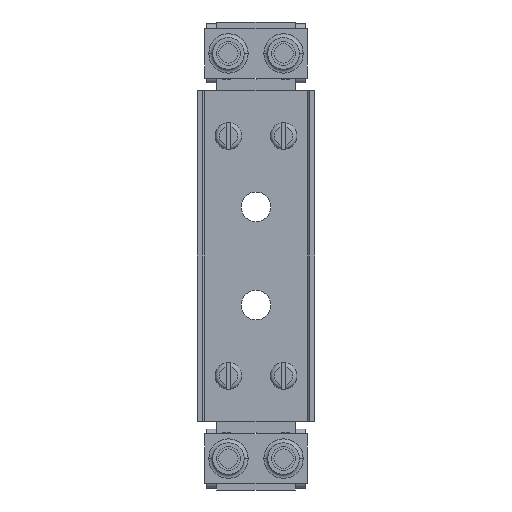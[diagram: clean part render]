
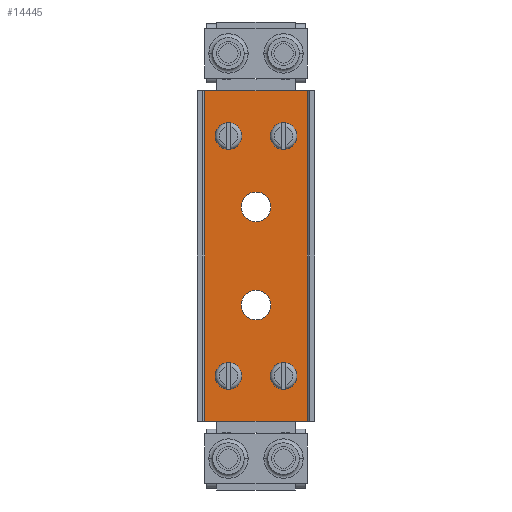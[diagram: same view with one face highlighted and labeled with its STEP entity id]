
A CAD part, front view. The second image highlights one B-rep face of the part: STEP entity #14445.
In plain terms, the highlighted planar face has unit normal (0, -1, 0).
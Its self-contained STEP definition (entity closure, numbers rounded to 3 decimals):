
#13023=DIRECTION('',(-1.,0.,0.));
#13024=VECTOR('',#13023,26.);
#13025=CARTESIAN_POINT('',(13.,0.,-42.));
#13026=LINE('',#13025,#13024);
#13030=CARTESIAN_POINT('',(7.,0.,30.5));
#13031=DIRECTION('',(0.,-1.,0.));
#13032=DIRECTION('',(1.,0.,0.));
#13033=AXIS2_PLACEMENT_3D('',#13030,#13031,#13032);
#13038=CARTESIAN_POINT('',(7.,0.,30.5));
#13039=DIRECTION('',(0.,-1.,0.));
#13040=DIRECTION('',(-1.,0.,0.));
#13041=AXIS2_PLACEMENT_3D('',#13038,#13039,#13040);
#13046=CARTESIAN_POINT('',(-7.,0.,30.5));
#13047=DIRECTION('',(0.,-1.,0.));
#13048=DIRECTION('',(1.,0.,0.));
#13049=AXIS2_PLACEMENT_3D('',#13046,#13047,#13048);
#13054=CARTESIAN_POINT('',(-7.,0.,30.5));
#13055=DIRECTION('',(0.,-1.,0.));
#13056=DIRECTION('',(-1.,0.,0.));
#13057=AXIS2_PLACEMENT_3D('',#13054,#13055,#13056);
#13062=CARTESIAN_POINT('',(7.,0.,-30.5));
#13063=DIRECTION('',(0.,-1.,0.));
#13064=DIRECTION('',(1.,0.,0.));
#13065=AXIS2_PLACEMENT_3D('',#13062,#13063,#13064);
#13070=CARTESIAN_POINT('',(7.,0.,-30.5));
#13071=DIRECTION('',(0.,-1.,0.));
#13072=DIRECTION('',(-1.,0.,0.));
#13073=AXIS2_PLACEMENT_3D('',#13070,#13071,#13072);
#13078=CARTESIAN_POINT('',(-7.,0.,-30.5));
#13079=DIRECTION('',(0.,-1.,0.));
#13080=DIRECTION('',(1.,0.,0.));
#13081=AXIS2_PLACEMENT_3D('',#13078,#13079,#13080);
#13086=CARTESIAN_POINT('',(-7.,0.,-30.5));
#13087=DIRECTION('',(0.,-1.,0.));
#13088=DIRECTION('',(-1.,0.,0.));
#13089=AXIS2_PLACEMENT_3D('',#13086,#13087,#13088);
#13094=CARTESIAN_POINT('',(0.,0.,-12.5));
#13095=DIRECTION('',(0.,-1.,0.));
#13096=DIRECTION('',(-1.,0.,0.));
#13097=AXIS2_PLACEMENT_3D('',#13094,#13095,#13096);
#13102=CARTESIAN_POINT('',(0.,0.,-12.5));
#13103=DIRECTION('',(0.,-1.,0.));
#13104=DIRECTION('',(1.,0.,0.));
#13105=AXIS2_PLACEMENT_3D('',#13102,#13103,#13104);
#13110=CARTESIAN_POINT('',(0.,0.,12.5));
#13111=DIRECTION('',(0.,1.,0.));
#13112=DIRECTION('',(-1.,0.,0.));
#13113=AXIS2_PLACEMENT_3D('',#13110,#13111,#13112);
#13118=CARTESIAN_POINT('',(0.,0.,12.5));
#13119=DIRECTION('',(0.,1.,0.));
#13120=DIRECTION('',(1.,0.,0.));
#13121=AXIS2_PLACEMENT_3D('',#13118,#13119,#13120);
#13133=DIRECTION('',(0.,0.,-1.));
#13134=VECTOR('',#13133,84.);
#13135=CARTESIAN_POINT('',(-13.,0.,42.));
#13136=LINE('',#13135,#13134);
#13527=DIRECTION('',(0.,0.,1.));
#13528=VECTOR('',#13527,84.);
#13529=CARTESIAN_POINT('',(13.,0.,-42.));
#13530=LINE('',#13529,#13528);
#13541=DIRECTION('',(-1.,0.,0.));
#13542=VECTOR('',#13541,26.);
#13543=CARTESIAN_POINT('',(13.,0.,42.));
#13544=LINE('',#13543,#13542);
#14144=CARTESIAN_POINT('',(13.,0.,-42.));
#14145=CARTESIAN_POINT('',(-13.,0.,-42.));
#14146=VERTEX_POINT('',#14144);
#14147=VERTEX_POINT('',#14145);
#14168=CARTESIAN_POINT('',(-13.,0.,42.));
#14169=VERTEX_POINT('',#14168);
#14170=CARTESIAN_POINT('',(13.,0.,42.));
#14171=VERTEX_POINT('',#14170);
#14172=CARTESIAN_POINT('',(9.15,0.,30.5));
#14173=CARTESIAN_POINT('',(4.85,0.,30.5));
#14174=VERTEX_POINT('',#14172);
#14175=VERTEX_POINT('',#14173);
#14176=CARTESIAN_POINT('',(-4.85,0.,30.5));
#14177=CARTESIAN_POINT('',(-9.15,0.,30.5));
#14178=VERTEX_POINT('',#14176);
#14179=VERTEX_POINT('',#14177);
#14180=CARTESIAN_POINT('',(9.15,0.,-30.5));
#14181=CARTESIAN_POINT('',(4.85,0.,-30.5));
#14182=VERTEX_POINT('',#14180);
#14183=VERTEX_POINT('',#14181);
#14184=CARTESIAN_POINT('',(-4.85,0.,-30.5));
#14185=CARTESIAN_POINT('',(-9.15,0.,-30.5));
#14186=VERTEX_POINT('',#14184);
#14187=VERTEX_POINT('',#14185);
#14188=CARTESIAN_POINT('',(-3.75,0.,-12.5));
#14189=CARTESIAN_POINT('',(3.75,0.,-12.5));
#14190=VERTEX_POINT('',#14188);
#14191=VERTEX_POINT('',#14189);
#14232=CARTESIAN_POINT('',(-3.75,0.,12.5));
#14233=CARTESIAN_POINT('',(3.75,0.,12.5));
#14234=VERTEX_POINT('',#14232);
#14235=VERTEX_POINT('',#14233);
#14395=CARTESIAN_POINT('',(-13.,0.,-42.));
#14396=DIRECTION('',(0.,-1.,0.));
#14397=DIRECTION('',(1.,0.,0.));
#14398=AXIS2_PLACEMENT_3D('',#14395,#14396,#14397);
#14399=PLANE('',#14398);
#14400=ORIENTED_EDGE('',*,*,#14361,.T.);
#14402=ORIENTED_EDGE('',*,*,#14401,.F.);
#14404=ORIENTED_EDGE('',*,*,#14403,.F.);
#14406=ORIENTED_EDGE('',*,*,#14405,.F.);
#14407=EDGE_LOOP('',(#14400,#14402,#14404,#14406));
#14408=FACE_OUTER_BOUND('',#14407,.F.);
#14410=ORIENTED_EDGE('',*,*,#14409,.T.);
#14412=ORIENTED_EDGE('',*,*,#14411,.T.);
#14413=EDGE_LOOP('',(#14410,#14412));
#14414=FACE_BOUND('',#14413,.F.);
#14416=ORIENTED_EDGE('',*,*,#14415,.T.);
#14418=ORIENTED_EDGE('',*,*,#14417,.T.);
#14419=EDGE_LOOP('',(#14416,#14418));
#14420=FACE_BOUND('',#14419,.F.);
#14422=ORIENTED_EDGE('',*,*,#14421,.T.);
#14424=ORIENTED_EDGE('',*,*,#14423,.T.);
#14425=EDGE_LOOP('',(#14422,#14424));
#14426=FACE_BOUND('',#14425,.F.);
#14428=ORIENTED_EDGE('',*,*,#14427,.T.);
#14430=ORIENTED_EDGE('',*,*,#14429,.T.);
#14431=EDGE_LOOP('',(#14428,#14430));
#14432=FACE_BOUND('',#14431,.F.);
#14434=ORIENTED_EDGE('',*,*,#14433,.T.);
#14436=ORIENTED_EDGE('',*,*,#14435,.T.);
#14437=EDGE_LOOP('',(#14434,#14436));
#14438=FACE_BOUND('',#14437,.F.);
#14440=ORIENTED_EDGE('',*,*,#14439,.F.);
#14442=ORIENTED_EDGE('',*,*,#14441,.F.);
#14443=EDGE_LOOP('',(#14440,#14442));
#14444=FACE_BOUND('',#14443,.F.);
#13034=CIRCLE('',#13033,2.15);
#13042=CIRCLE('',#13041,2.15);
#13050=CIRCLE('',#13049,2.15);
#13058=CIRCLE('',#13057,2.15);
#13066=CIRCLE('',#13065,2.15);
#13074=CIRCLE('',#13073,2.15);
#13082=CIRCLE('',#13081,2.15);
#13090=CIRCLE('',#13089,2.15);
#13098=CIRCLE('',#13097,3.75);
#13106=CIRCLE('',#13105,3.75);
#13114=CIRCLE('',#13113,3.75);
#13122=CIRCLE('',#13121,3.75);
#14361=EDGE_CURVE('',#14146,#14147,#13026,.T.);
#14401=EDGE_CURVE('',#14169,#14147,#13136,.T.);
#14403=EDGE_CURVE('',#14171,#14169,#13544,.T.);
#14405=EDGE_CURVE('',#14146,#14171,#13530,.T.);
#14409=EDGE_CURVE('',#14174,#14175,#13034,.T.);
#14411=EDGE_CURVE('',#14175,#14174,#13042,.T.);
#14415=EDGE_CURVE('',#14178,#14179,#13050,.T.);
#14417=EDGE_CURVE('',#14179,#14178,#13058,.T.);
#14421=EDGE_CURVE('',#14182,#14183,#13066,.T.);
#14423=EDGE_CURVE('',#14183,#14182,#13074,.T.);
#14427=EDGE_CURVE('',#14186,#14187,#13082,.T.);
#14429=EDGE_CURVE('',#14187,#14186,#13090,.T.);
#14433=EDGE_CURVE('',#14190,#14191,#13098,.T.);
#14435=EDGE_CURVE('',#14191,#14190,#13106,.T.);
#14439=EDGE_CURVE('',#14234,#14235,#13114,.T.);
#14441=EDGE_CURVE('',#14235,#14234,#13122,.T.);
#14445=ADVANCED_FACE('',(#14408,#14414,#14420,#14426,#14432,#14438,#14444),
#14399,.T.);
